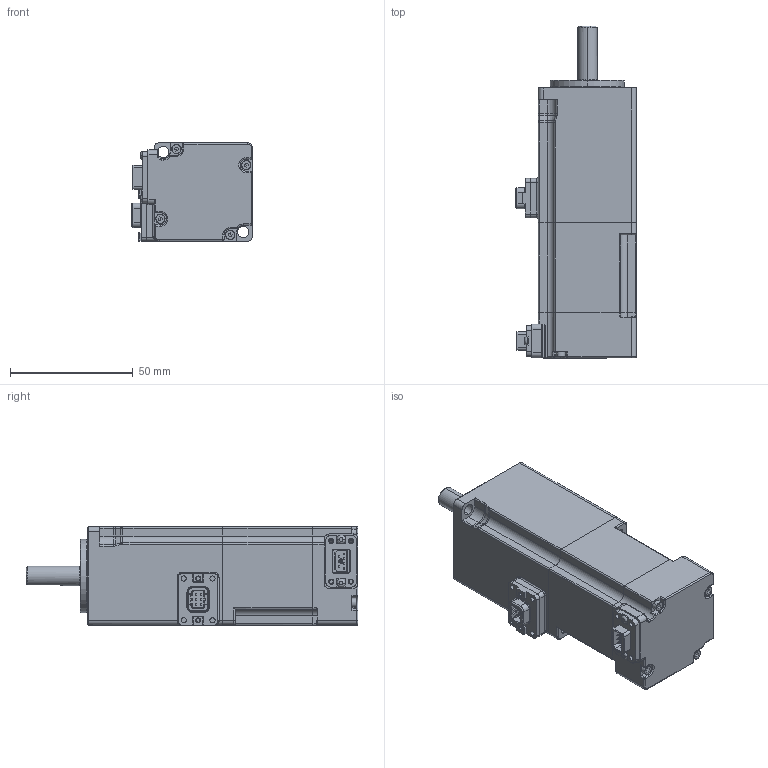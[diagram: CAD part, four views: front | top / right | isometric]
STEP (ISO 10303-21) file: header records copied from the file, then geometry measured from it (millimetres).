
FILE_DESCRIPTION (( 'STEP AP214' ), '1' );
FILE_NAME ('MS6H-40CN30BZ3-20P1-S.STEP', '2024-01-10T01:13:41', ( '' ), ( '' ), 'SwSTEP 2.0', 'SolidWorks 2022', '' );
FILE_SCHEMA (( 'AUTOMOTIVE_DESIGN' ));
Length unit declared in the file: millimetre
Products named in the file (1): MS6H-40CN30BZ3-20P1-S
Bounding box: 49.2 x 135 x 40 mm (x, y, z)
Surface area: 24575.3 mm2 (no closed solid volume)
Topology: 0 solids, 13 shells, 646 faces, 2179 edges, 1520 vertices
Faces by surface type: plane 314, cylinder 220, torus 61, cone 30, bspline 12, sphere 9
Entity records: 31486 total; most frequent: CARTESIAN_POINT 5664, DIRECTION 3943, ORIENTED_EDGE 3498, EDGE_CURVE 2170, VERTEX_POINT 1520, VECTOR 1485, LINE 1485, AXIS2_PLACEMENT_3D 1229
